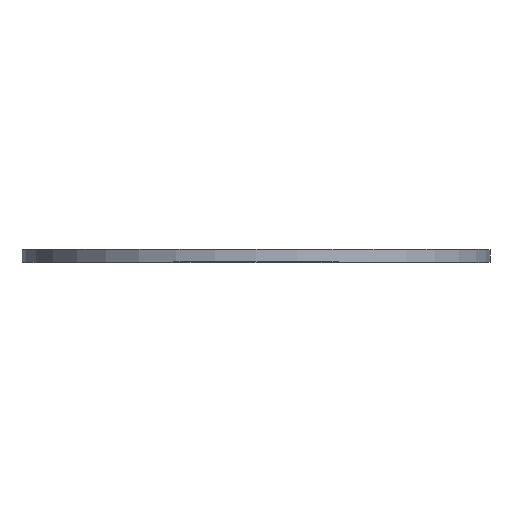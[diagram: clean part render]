
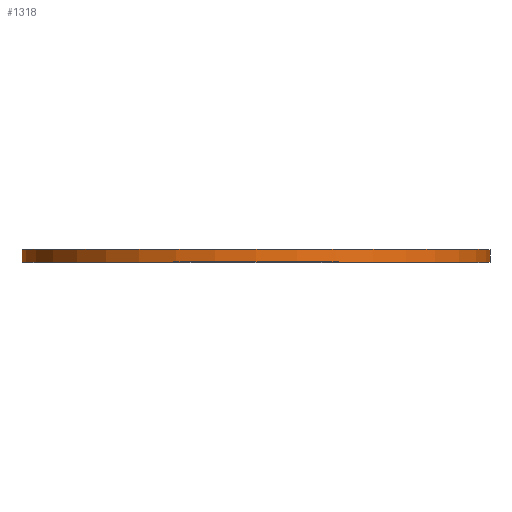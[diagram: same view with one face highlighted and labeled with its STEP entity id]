
A CAD part, top view. The second image highlights one B-rep face of the part: STEP entity #1318.
In plain terms, the highlighted cylindrical face has radius 55 mm (diameter 110 mm), a partial arc.
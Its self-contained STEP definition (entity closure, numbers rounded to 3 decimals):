
#6=CARTESIAN_POINT('',(0.,0.,0.));
#7=DIRECTION('',(0.,1.,0.));
#8=DIRECTION('',(-1.,0.,0.));
#9=AXIS2_PLACEMENT_3D('',#6,#7,#8);
#193=DIRECTION('',(0.,-1.,0.));
#194=VECTOR('',#193,3.);
#195=CARTESIAN_POINT('',(55.,3.,0.));
#196=LINE('',#195,#194);
#202=CARTESIAN_POINT('',(0.,3.,0.));
#203=DIRECTION('',(0.,1.,0.));
#204=DIRECTION('',(-1.,0.,0.));
#205=AXIS2_PLACEMENT_3D('',#202,#203,#204);
#389=DIRECTION('',(0.,-1.,0.));
#390=VECTOR('',#389,3.);
#391=CARTESIAN_POINT('',(-55.,3.,0.));
#392=LINE('',#391,#390);
#825=CARTESIAN_POINT('',(55.,3.,0.));
#826=CARTESIAN_POINT('',(-55.,3.,0.));
#827=VERTEX_POINT('',#825);
#828=VERTEX_POINT('',#826);
#845=CARTESIAN_POINT('',(55.,0.,0.));
#846=CARTESIAN_POINT('',(-55.,0.,0.));
#847=VERTEX_POINT('',#845);
#848=VERTEX_POINT('',#846);
#1307=CARTESIAN_POINT('',(0.,3.,0.));
#1308=DIRECTION('',(0.,1.,0.));
#1309=DIRECTION('',(1.,0.,0.));
#1310=AXIS2_PLACEMENT_3D('',#1307,#1308,#1309);
#1311=CYLINDRICAL_SURFACE('',#1310,55.);
#1312=ORIENTED_EDGE('',*,*,#1164,.T.);
#1313=ORIENTED_EDGE('',*,*,#1153,.T.);
#1314=ORIENTED_EDGE('',*,*,#1000,.F.);
#1315=ORIENTED_EDGE('',*,*,#1150,.F.);
#1316=EDGE_LOOP('',(#1312,#1313,#1314,#1315));
#1317=FACE_OUTER_BOUND('',#1316,.F.);
#1318=ADVANCED_FACE('',(#1317),#1311,.T.);
#10=CIRCLE('',#9,55.);
#206=CIRCLE('',#205,55.);
#1000=EDGE_CURVE('',#848,#847,#10,.T.);
#1150=EDGE_CURVE('',#828,#848,#392,.T.);
#1153=EDGE_CURVE('',#827,#847,#196,.T.);
#1164=EDGE_CURVE('',#828,#827,#206,.T.);
